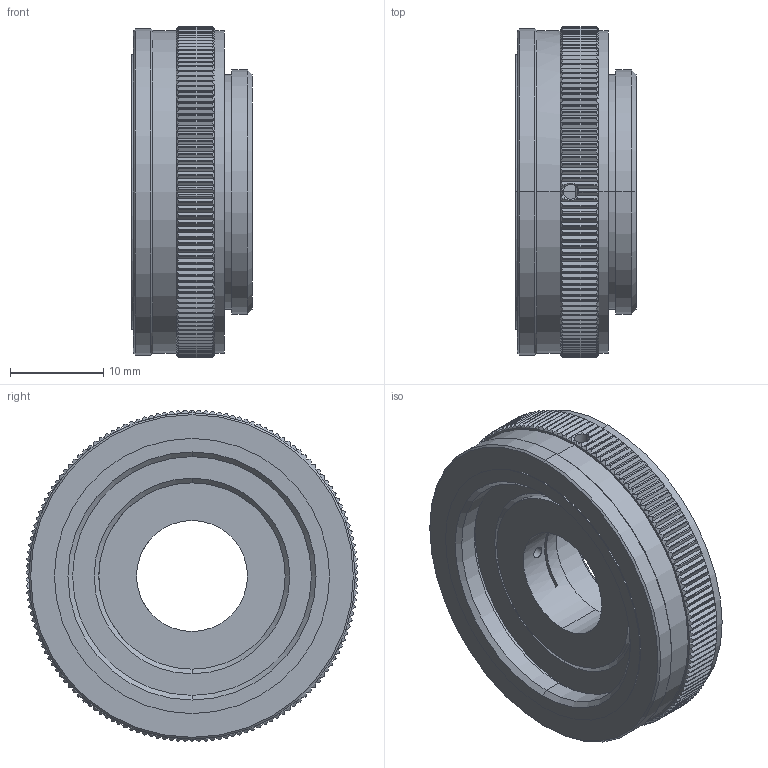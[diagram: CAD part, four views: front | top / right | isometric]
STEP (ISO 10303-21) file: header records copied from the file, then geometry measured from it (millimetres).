
FILE_DESCRIPTION (( 'STEP AP203' ), '1' );
FILE_NAME ('CDAD1-B.STEP', '2025-06-27T08:25:31', ( '' ), ( '' ), 'SwSTEP 2.0', 'SolidWorks 2020', '' );
FILE_SCHEMA (( 'CONFIG_CONTROL_DESIGN' ));
Length unit declared in the file: millimetre
Products named in the file (1): CDAD1-B
Bounding box: 12.9 x 35.59 x 35.6 mm (x, y, z)
Volume: 7431.7 mm3; surface area: 7955.8 mm2
Topology: 5 solids, 5 shells, 900 faces, 2502 edges, 1642 vertices
Faces by surface type: plane 590, cylinder 209, bspline 62, cone 39
Entity records: 34056 total; most frequent: CARTESIAN_POINT 12228, ORIENTED_EDGE 5004, DIRECTION 3851, EDGE_CURVE 2502, VERTEX_POINT 1642, VECTOR 1289, LINE 1289, AXIS2_PLACEMENT_3D 1281
